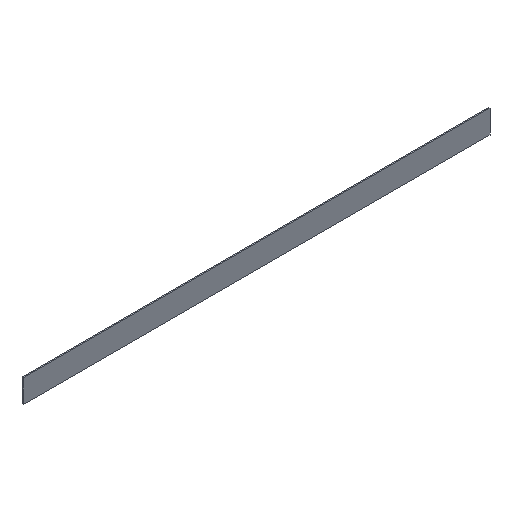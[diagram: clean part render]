
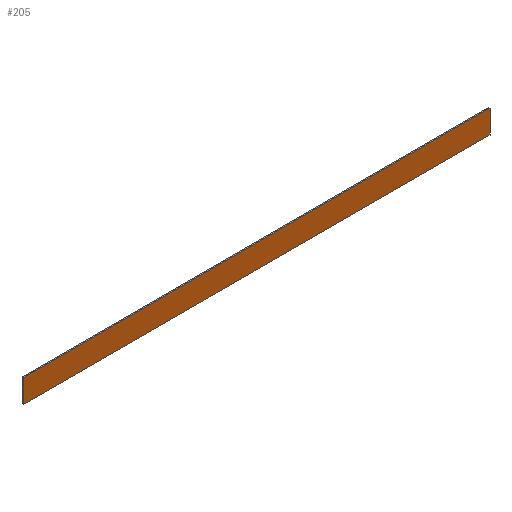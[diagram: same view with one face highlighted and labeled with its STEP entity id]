
A CAD part, isometric view. The second image highlights one B-rep face of the part: STEP entity #205.
In plain terms, the highlighted planar face has unit normal (0, -1, 0).
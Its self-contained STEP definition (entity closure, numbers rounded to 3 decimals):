
#8 = CARTESIAN_POINT ( 'NONE',  ( 0., 0., 0. ) ) ;
#9 = DIRECTION ( 'NONE',  ( 0., 1., 0. ) ) ;
#12 = VECTOR ( 'NONE', #86, 1000. ) ;
#16 = ORIENTED_EDGE ( 'NONE', *, *, #201, .F. ) ;
#25 = VERTEX_POINT ( 'NONE', #32 ) ;
#29 = CARTESIAN_POINT ( 'NONE',  ( -20000., 0., 1000. ) ) ;
#32 = CARTESIAN_POINT ( 'NONE',  ( 20000., 0., -1000. ) ) ;
#33 = EDGE_CURVE ( 'NONE', #187, #25, #72, .T. ) ;
#46 = CARTESIAN_POINT ( 'NONE',  ( -20000., 0., -1000. ) ) ;
#47 = LINE ( 'NONE', #154, #207 ) ;
#54 = VECTOR ( 'NONE', #107, 1000. ) ;
#72 = LINE ( 'NONE', #144, #54 ) ;
#80 = FACE_OUTER_BOUND ( 'NONE', #179, .T. ) ;
#82 = DIRECTION ( 'NONE',  ( -1., 0., 0. ) ) ;
#86 = DIRECTION ( 'NONE',  ( 0., 0., 1. ) ) ;
#88 = ORIENTED_EDGE ( 'NONE', *, *, #33, .F. ) ;
#102 = EDGE_CURVE ( 'NONE', #25, #194, #230, .T. ) ;
#104 = CARTESIAN_POINT ( 'NONE',  ( 20000., 0., 1000. ) ) ;
#107 = DIRECTION ( 'NONE',  ( 0., 0., -1. ) ) ;
#119 = LINE ( 'NONE', #46, #12 ) ;
#120 = CARTESIAN_POINT ( 'NONE',  ( -20000., 0., -1000. ) ) ;
#134 = DIRECTION ( 'NONE',  ( 0., 0., 1. ) ) ;
#144 = CARTESIAN_POINT ( 'NONE',  ( 20000., 0., -1000. ) ) ;
#151 = VECTOR ( 'NONE', #82, 1000. ) ;
#154 = CARTESIAN_POINT ( 'NONE',  ( -20000., 0., 1000. ) ) ;
#162 = VERTEX_POINT ( 'NONE', #29 ) ;
#165 = EDGE_CURVE ( 'NONE', #194, #162, #119, .T. ) ;
#173 = PLANE ( 'NONE',  #185 ) ;
#175 = DIRECTION ( 'NONE',  ( 1., 0., 0. ) ) ;
#179 = EDGE_LOOP ( 'NONE', ( #88, #16, #233, #210 ) ) ;
#185 = AXIS2_PLACEMENT_3D ( 'NONE', #8, #9, #134 ) ;
#187 = VERTEX_POINT ( 'NONE', #104 ) ;
#194 = VERTEX_POINT ( 'NONE', #213 ) ;
#201 = EDGE_CURVE ( 'NONE', #162, #187, #47, .T. ) ;
#205 = ADVANCED_FACE ( 'NONE', ( #80 ), #173, .F. ) ;
#207 = VECTOR ( 'NONE', #175, 1000. ) ;
#210 = ORIENTED_EDGE ( 'NONE', *, *, #102, .F. ) ;
#213 = CARTESIAN_POINT ( 'NONE',  ( -20000., 0., -1000. ) ) ;
#230 = LINE ( 'NONE', #120, #151 ) ;
#233 = ORIENTED_EDGE ( 'NONE', *, *, #165, .F. ) ;
